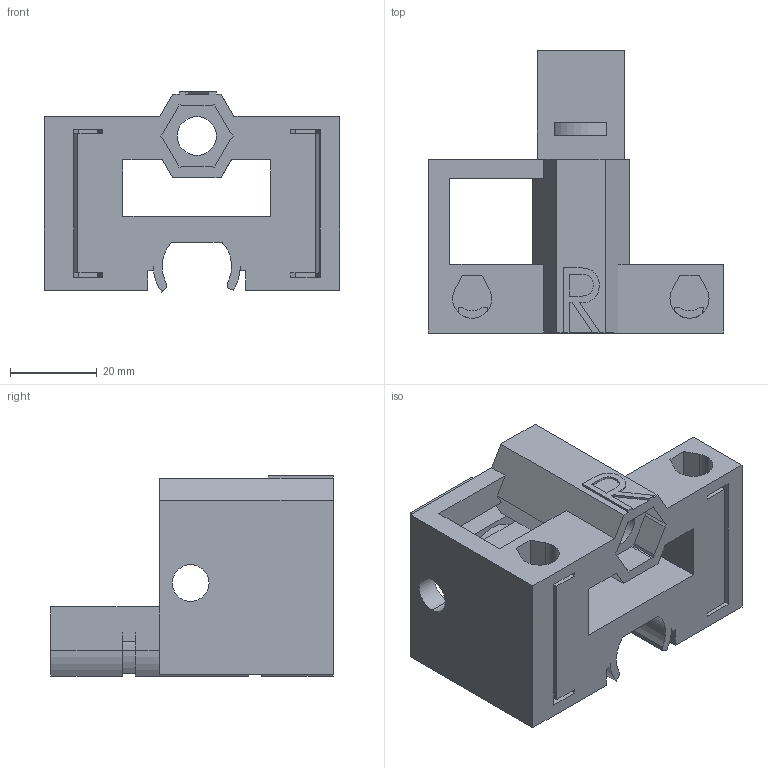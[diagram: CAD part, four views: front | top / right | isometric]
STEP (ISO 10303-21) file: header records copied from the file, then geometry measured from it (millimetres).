
FILE_DESCRIPTION (( 'STEP AP203' ), '1' );
FILE_NAME ('X-idle.STEP', '2015-07-27T15:19:34', ( '' ), ( '' ), 'SwSTEP 2.0', 'SolidWorks 2015', '' );
FILE_SCHEMA (( 'CONFIG_CONTROL_DESIGN' ));
Length unit declared in the file: millimetre
Products named in the file (1): X-idle
Bounding box: 68.03 x 65 x 46.07 mm (x, y, z)
Volume: 42408.6 mm3; surface area: 25111.3 mm2
Topology: 1 solids, 1 shells, 172 faces, 518 edges, 344 vertices
Faces by surface type: plane 136, cylinder 31, bspline 5
Entity records: 6183 total; most frequent: CARTESIAN_POINT 1368, ORIENTED_EDGE 1036, DIRECTION 918, EDGE_CURVE 518, LINE 434, VECTOR 434, VERTEX_POINT 344, AXIS2_PLACEMENT_3D 242
